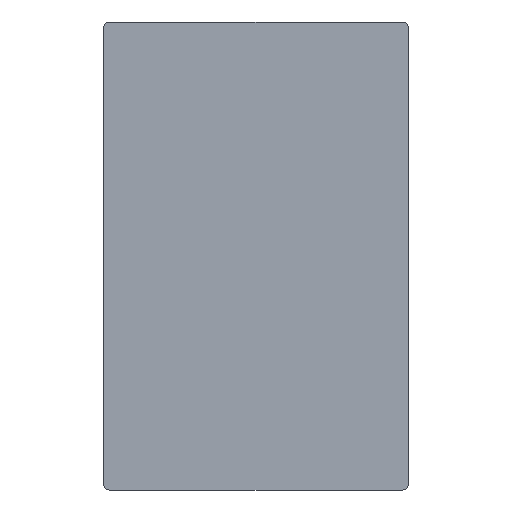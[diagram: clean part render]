
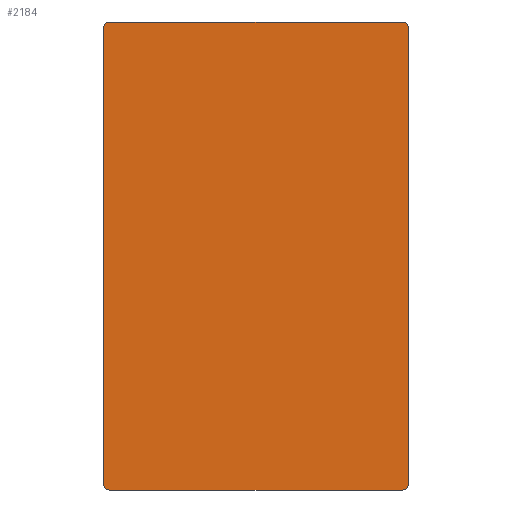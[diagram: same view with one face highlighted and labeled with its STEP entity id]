
A CAD part, front view. The second image highlights one B-rep face of the part: STEP entity #2184.
In plain terms, the highlighted planar face has unit normal (0, -1, 0).
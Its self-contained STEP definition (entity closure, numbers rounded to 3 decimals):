
#1=CARTESIAN_POINT('',(18.25,0.,28.4));
#2=DIRECTION('',(0.,-1.,0.));
#3=DIRECTION('',(1.,0.,0.));
#4=AXIS2_PLACEMENT_3D('',#1,#2,#3);
#6=DIRECTION('',(0.,0.,-1.));
#7=VECTOR('',#6,56.8);
#8=CARTESIAN_POINT('',(19.05,0.,28.4));
#9=LINE('',#8,#7);
#10=CARTESIAN_POINT('',(18.25,0.,-28.4));
#11=DIRECTION('',(0.,-1.,0.));
#12=DIRECTION('',(0.,0.,-1.));
#13=AXIS2_PLACEMENT_3D('',#10,#11,#12);
#15=DIRECTION('',(-1.,0.,0.));
#16=VECTOR('',#15,36.5);
#17=CARTESIAN_POINT('',(18.25,0.,-29.2));
#18=LINE('',#17,#16);
#19=CARTESIAN_POINT('',(-18.25,0.,-28.4));
#20=DIRECTION('',(0.,-1.,0.));
#21=DIRECTION('',(-1.,0.,0.));
#22=AXIS2_PLACEMENT_3D('',#19,#20,#21);
#24=DIRECTION('',(0.,0.,1.));
#25=VECTOR('',#24,56.8);
#26=CARTESIAN_POINT('',(-19.05,0.,-28.4));
#27=LINE('',#26,#25);
#28=CARTESIAN_POINT('',(-18.25,0.,28.4));
#29=DIRECTION('',(0.,-1.,0.));
#30=DIRECTION('',(0.,0.,1.));
#31=AXIS2_PLACEMENT_3D('',#28,#29,#30);
#33=DIRECTION('',(1.,0.,0.));
#34=VECTOR('',#33,36.5);
#35=CARTESIAN_POINT('',(-18.25,0.,29.2));
#36=LINE('',#35,#34);
#2010=CARTESIAN_POINT('',(18.25,0.,29.2));
#2012=VERTEX_POINT('',#2010);
#2015=CARTESIAN_POINT('',(19.05,0.,28.4));
#2016=VERTEX_POINT('',#2015);
#2017=CARTESIAN_POINT('',(-18.25,0.,29.2));
#2019=VERTEX_POINT('',#2017);
#2021=CARTESIAN_POINT('',(-19.05,0.,28.4));
#2022=VERTEX_POINT('',#2021);
#2026=CARTESIAN_POINT('',(19.05,0.,-28.4));
#2028=VERTEX_POINT('',#2026);
#2031=CARTESIAN_POINT('',(18.25,0.,-29.2));
#2032=VERTEX_POINT('',#2031);
#2033=CARTESIAN_POINT('',(-19.05,0.,-28.4));
#2035=VERTEX_POINT('',#2033);
#2037=CARTESIAN_POINT('',(-18.25,0.,-29.2));
#2038=VERTEX_POINT('',#2037);
#2161=CARTESIAN_POINT('',(0.,0.,0.));
#2162=DIRECTION('',(0.,1.,0.));
#2163=DIRECTION('',(0.,0.,-1.));
#2164=AXIS2_PLACEMENT_3D('',#2161,#2162,#2163);
#2165=PLANE('',#2164);
#2167=ORIENTED_EDGE('',*,*,#2166,.F.);
#2169=ORIENTED_EDGE('',*,*,#2168,.T.);
#2171=ORIENTED_EDGE('',*,*,#2170,.F.);
#2173=ORIENTED_EDGE('',*,*,#2172,.T.);
#2175=ORIENTED_EDGE('',*,*,#2174,.F.);
#2177=ORIENTED_EDGE('',*,*,#2176,.T.);
#2179=ORIENTED_EDGE('',*,*,#2178,.F.);
#2181=ORIENTED_EDGE('',*,*,#2180,.T.);
#2182=EDGE_LOOP('',(#2167,#2169,#2171,#2173,#2175,#2177,#2179,#2181));
#2183=FACE_OUTER_BOUND('',#2182,.F.);
#2184=ADVANCED_FACE('',(#2183),#2165,.F.);
#5=CIRCLE('',#4,0.8);
#14=CIRCLE('',#13,0.8);
#23=CIRCLE('',#22,0.8);
#32=CIRCLE('',#31,0.8);
#2166=EDGE_CURVE('',#2016,#2012,#5,.T.);
#2168=EDGE_CURVE('',#2016,#2028,#9,.T.);
#2170=EDGE_CURVE('',#2032,#2028,#14,.T.);
#2172=EDGE_CURVE('',#2032,#2038,#18,.T.);
#2174=EDGE_CURVE('',#2035,#2038,#23,.T.);
#2176=EDGE_CURVE('',#2035,#2022,#27,.T.);
#2178=EDGE_CURVE('',#2019,#2022,#32,.T.);
#2180=EDGE_CURVE('',#2019,#2012,#36,.T.);
